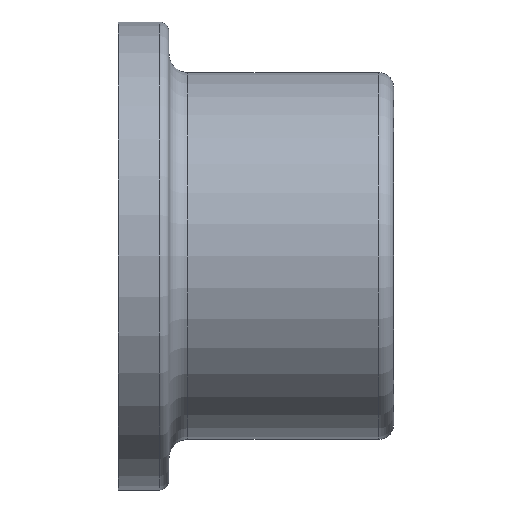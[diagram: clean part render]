
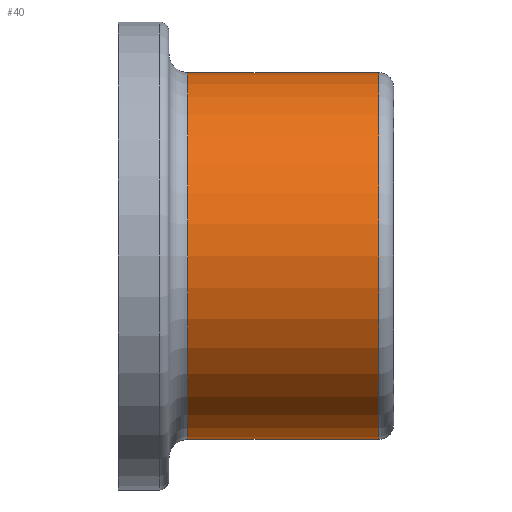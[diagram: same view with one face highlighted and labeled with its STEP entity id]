
A CAD part, front view. The second image highlights one B-rep face of the part: STEP entity #40.
In plain terms, the highlighted cylindrical face has radius 9.8 mm (diameter 19.6 mm), a partial arc.
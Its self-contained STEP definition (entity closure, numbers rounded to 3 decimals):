
#40=ADVANCED_FACE('',(#61),#189,.T.);
#61=FACE_OUTER_BOUND('',#83,.F.);
#83=EDGE_LOOP('',(#115,#116,#117,#118));
#115=ORIENTED_EDGE('',*,*,#235,.F.);
#116=ORIENTED_EDGE('',*,*,#229,.T.);
#117=ORIENTED_EDGE('',*,*,#236,.T.);
#118=ORIENTED_EDGE('',*,*,#228,.F.);
#189=CYLINDRICAL_SURFACE('',#383,9.8);
#203=LINE('',#573,#211);
#204=LINE('',#574,#212);
#211=VECTOR('',#441,10.2);
#212=VECTOR('',#442,10.2);
#228=EDGE_CURVE('',#307,#308,#268,.T.);
#229=EDGE_CURVE('',#306,#305,#269,.T.);
#235=EDGE_CURVE('',#306,#307,#203,.T.);
#236=EDGE_CURVE('',#305,#308,#204,.T.);
#268=CIRCLE('',#355,9.8);
#269=CIRCLE('',#356,9.8);
#305=VERTEX_POINT('',#543);
#306=VERTEX_POINT('',#544);
#307=VERTEX_POINT('',#545);
#308=VERTEX_POINT('',#546);
#355=AXIS2_PLACEMENT_3D('',#566,#427,#428);
#356=AXIS2_PLACEMENT_3D('',#567,#429,#430);
#383=AXIS2_PLACEMENT_3D('',#600,#489,#490);
#427=DIRECTION('',(1.,0.,0.));
#428=DIRECTION('',(0.,0.,1.));
#429=DIRECTION('',(1.,0.,0.));
#430=DIRECTION('',(0.,0.,1.));
#441=DIRECTION('',(-1.,0.,0.));
#442=DIRECTION('',(-1.,0.,0.));
#489=DIRECTION('',(1.,0.,0.));
#490=DIRECTION('',(0.,0.,1.));
#543=CARTESIAN_POINT('',(64.415,-50.,-9.8));
#544=CARTESIAN_POINT('',(64.415,-50.,9.8));
#545=CARTESIAN_POINT('',(54.215,-50.,9.8));
#546=CARTESIAN_POINT('',(54.215,-50.,-9.8));
#566=CARTESIAN_POINT('',(54.215,-50.,0.));
#567=CARTESIAN_POINT('',(64.415,-50.,0.));
#573=CARTESIAN_POINT('',(64.415,-50.,9.8));
#574=CARTESIAN_POINT('',(64.415,-50.,-9.8));
#600=CARTESIAN_POINT('',(65.215,-50.,0.));
